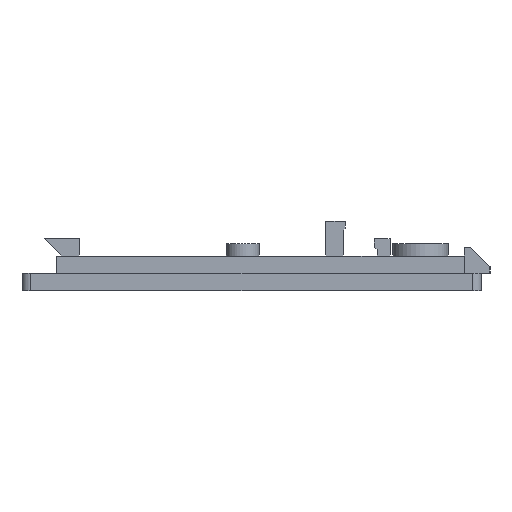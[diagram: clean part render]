
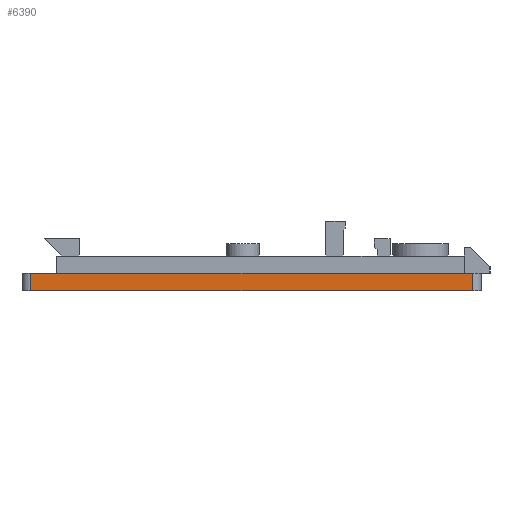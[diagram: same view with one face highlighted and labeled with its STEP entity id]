
A CAD part, left-side view. The second image highlights one B-rep face of the part: STEP entity #6390.
In plain terms, the highlighted planar face has unit normal (-1, 0, 0).
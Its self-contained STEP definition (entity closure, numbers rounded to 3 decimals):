
#1822=CARTESIAN_POINT('',(0.,1.,0.));
#1823=VERTEX_POINT('',#1822);
#1831=CARTESIAN_POINT('',(0.,52.,0.));
#1832=VERTEX_POINT('',#1831);
#1833=CARTESIAN_POINT('',(0.,1.,0.));
#1834=DIRECTION('',(0.,1.,0.));
#1835=VECTOR('',#1834,51.);
#1836=LINE('',#1833,#1835);
#1837=EDGE_CURVE('',#1823,#1832,#1836,.T.);
#6076=CARTESIAN_POINT('',(0.,52.,2.));
#6077=VERTEX_POINT('',#6076);
#6085=CARTESIAN_POINT('',(0.,1.,2.));
#6086=VERTEX_POINT('',#6085);
#6087=CARTESIAN_POINT('',(0.,1.,2.));
#6088=DIRECTION('',(0.,1.,0.));
#6089=VECTOR('',#6088,51.);
#6090=LINE('',#6087,#6089);
#6091=EDGE_CURVE('',#6086,#6077,#6090,.T.);
#6369=CARTESIAN_POINT('',(0.,26.5,2.));
#6370=DIRECTION('',(-1.,0.,0.));
#6371=DIRECTION('',(0.,0.,1.));
#6372=AXIS2_PLACEMENT_3D('',#6369,#6370,#6371);
#6373=PLANE('',#6372);
#6374=ORIENTED_EDGE('',*,*,#1837,.F.);
#6375=CARTESIAN_POINT('',(0.,1.,0.));
#6376=DIRECTION('',(-0.,-0.,1.));
#6377=VECTOR('',#6376,2.);
#6378=LINE('',#6375,#6377);
#6379=EDGE_CURVE('',#1823,#6086,#6378,.T.);
#6380=ORIENTED_EDGE('',*,*,#6379,.T.);
#6381=ORIENTED_EDGE('',*,*,#6091,.T.);
#6382=CARTESIAN_POINT('',(0.,52.,2.));
#6383=DIRECTION('',(0.,0.,-1.));
#6384=VECTOR('',#6383,2.);
#6385=LINE('',#6382,#6384);
#6386=EDGE_CURVE('',#6077,#1832,#6385,.T.);
#6387=ORIENTED_EDGE('',*,*,#6386,.T.);
#6388=EDGE_LOOP('',(#6374,#6380,#6381,#6387));
#6389=FACE_BOUND('',#6388,.T.);
#6390=ADVANCED_FACE('',(#6389),#6373,.T.);
